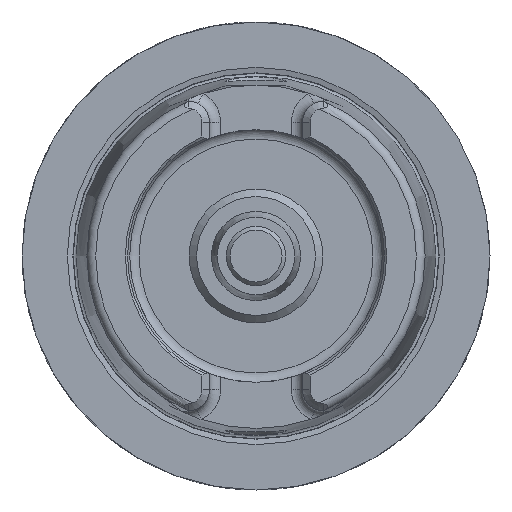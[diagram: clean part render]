
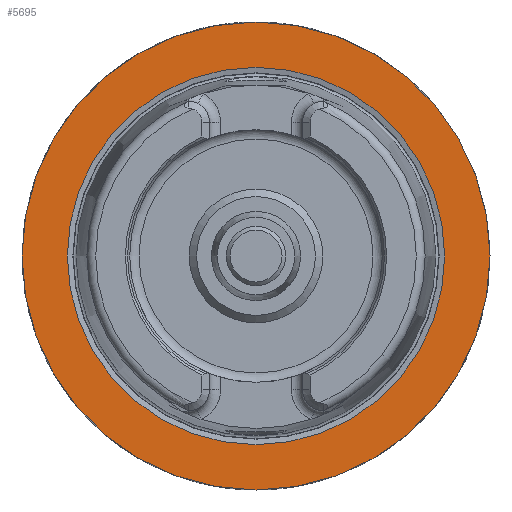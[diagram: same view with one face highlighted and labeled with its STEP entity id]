
A CAD part, left-side view. The second image highlights one B-rep face of the part: STEP entity #5695.
In plain terms, the highlighted planar face has unit normal (-1, 0, 0).
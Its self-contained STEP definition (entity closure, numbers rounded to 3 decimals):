
#4886=CARTESIAN_POINT('',(0.0,31.5,0.0));
#4887=VERTEX_POINT('',#4886);
#4888=CARTESIAN_POINT('',(0.0,0.0,0.0));
#4889=DIRECTION('',(1.0,0.0,0.0));
#4890=DIRECTION('',(0.0,1.0,0.0));
#4891=AXIS2_PLACEMENT_3D('',#4888,#4889,#4890);
#4892=CIRCLE('',#4891,31.5);
#4893=EDGE_CURVE('',#4887,#4887,#4892,.T.);
#5669=CARTESIAN_POINT('',(0.0,25.4,0.0));
#5670=VERTEX_POINT('',#5669);
#5671=CARTESIAN_POINT('',(0.0,0.0,0.0));
#5672=DIRECTION('',(1.0,0.0,0.0));
#5673=DIRECTION('',(0.0,1.0,0.0));
#5674=AXIS2_PLACEMENT_3D('',#5671,#5672,#5673);
#5675=CIRCLE('',#5674,25.4);
#5676=EDGE_CURVE('',#5670,#5670,#5675,.T.);
#5684=CARTESIAN_POINT('',(0.0,28.45,0.0));
#5685=DIRECTION('',(-1.0,0.0,0.0));
#5686=DIRECTION('',(0.0,0.0,1.0));
#5687=AXIS2_PLACEMENT_3D('',#5684,#5685,#5686);
#5688=PLANE('',#5687);
#5689=ORIENTED_EDGE('',*,*,#4893,.F.);
#5690=EDGE_LOOP('',(#5689));
#5691=FACE_OUTER_BOUND('',#5690,.T.);
#5692=ORIENTED_EDGE('',*,*,#5676,.T.);
#5693=EDGE_LOOP('',(#5692));
#5694=FACE_BOUND('',#5693,.T.);
#5695=ADVANCED_FACE('',(#5691,#5694),#5688,.T.);
